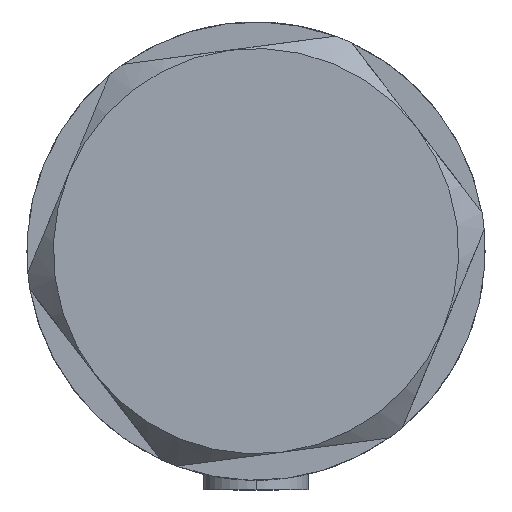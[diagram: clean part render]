
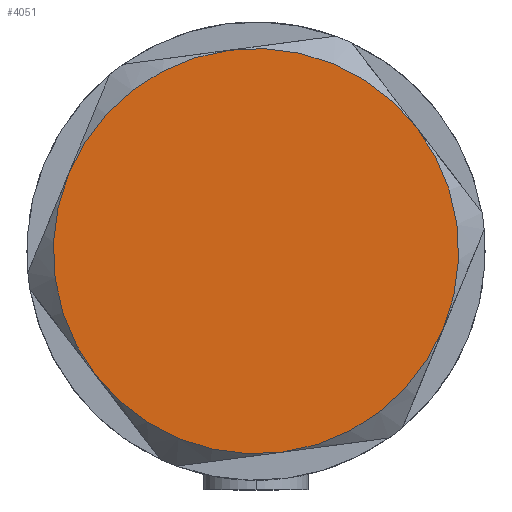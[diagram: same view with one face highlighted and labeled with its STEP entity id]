
A CAD part, left-side view. The second image highlights one B-rep face of the part: STEP entity #4051.
In plain terms, the highlighted face is planar.
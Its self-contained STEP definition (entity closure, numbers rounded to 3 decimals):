
#66 = VERTEX_POINT ( 'NONE', #2303 ) ;
#98 = VERTEX_POINT ( 'NONE', #3230 ) ;
#113 = CIRCLE ( 'NONE', #4979, 23. ) ;
#114 = ORIENTED_EDGE ( 'NONE', *, *, #962, .T. ) ;
#166 = VERTEX_POINT ( 'NONE', #3642 ) ;
#354 = CARTESIAN_POINT ( 'NONE',  ( 0., 0., 9. ) ) ;
#478 = CIRCLE ( 'NONE', #3425, 23. ) ;
#538 = CIRCLE ( 'NONE', #3219, 23. ) ;
#574 = DIRECTION ( 'NONE',  ( 0., 0., 1. ) ) ;
#605 = DIRECTION ( 'NONE',  ( 0., 0., 1. ) ) ;
#639 = DIRECTION ( 'NONE',  ( 1., 0., 0. ) ) ;
#706 = AXIS2_PLACEMENT_3D ( 'NONE', #3056, #2709, #4694 ) ;
#707 = DIRECTION ( 'NONE',  ( 0., 0., 1. ) ) ;
#756 = DIRECTION ( 'NONE',  ( 1., 0., 0. ) ) ;
#921 = EDGE_CURVE ( 'NONE', #66, #1141, #478, .T. ) ;
#962 = EDGE_CURVE ( 'NONE', #1141, #98, #1843, .T. ) ;
#994 = DIRECTION ( 'NONE',  ( 0., 0., 1. ) ) ;
#1077 = DIRECTION ( 'NONE',  ( 1., 0., 0. ) ) ;
#1109 = VERTEX_POINT ( 'NONE', #4730 ) ;
#1141 = VERTEX_POINT ( 'NONE', #2721 ) ;
#1173 = DIRECTION ( 'NONE',  ( 0., 0., 1. ) ) ;
#1301 = CIRCLE ( 'NONE', #3038, 23. ) ;
#1315 = ORIENTED_EDGE ( 'NONE', *, *, #3666, .T. ) ;
#1505 = PLANE ( 'NONE',  #706 ) ;
#1710 = VERTEX_POINT ( 'NONE', #3384 ) ;
#1843 = CIRCLE ( 'NONE', #3933, 23. ) ;
#2073 = DIRECTION ( 'NONE',  ( 1., 0., 0. ) ) ;
#2278 = DIRECTION ( 'NONE',  ( 1., 0., 0. ) ) ;
#2303 = CARTESIAN_POINT ( 'NONE',  ( 23., 0., 9. ) ) ;
#2576 = CARTESIAN_POINT ( 'NONE',  ( 0., 0., 9. ) ) ;
#2709 = DIRECTION ( 'NONE',  ( 0., 0., 1. ) ) ;
#2721 = CARTESIAN_POINT ( 'NONE',  ( 11.5, 19.919, 9. ) ) ;
#2795 = ORIENTED_EDGE ( 'NONE', *, *, #4288, .T. ) ;
#3038 = AXIS2_PLACEMENT_3D ( 'NONE', #4746, #1173, #3913 ) ;
#3046 = CARTESIAN_POINT ( 'NONE',  ( 0., 0., 9. ) ) ;
#3056 = CARTESIAN_POINT ( 'NONE',  ( 0., 0., 9. ) ) ;
#3209 = CARTESIAN_POINT ( 'NONE',  ( 0., 0., 9. ) ) ;
#3219 = AXIS2_PLACEMENT_3D ( 'NONE', #3464, #574, #1077 ) ;
#3230 = CARTESIAN_POINT ( 'NONE',  ( -11.5, 19.919, 9. ) ) ;
#3384 = CARTESIAN_POINT ( 'NONE',  ( -11.5, -19.919, 9. ) ) ;
#3425 = AXIS2_PLACEMENT_3D ( 'NONE', #3046, #605, #639 ) ;
#3464 = CARTESIAN_POINT ( 'NONE',  ( 0., 0., 9. ) ) ;
#3555 = FACE_OUTER_BOUND ( 'NONE', #3853, .T. ) ;
#3642 = CARTESIAN_POINT ( 'NONE',  ( -23., 0., 9. ) ) ;
#3666 = EDGE_CURVE ( 'NONE', #1109, #66, #4641, .T. ) ;
#3700 = AXIS2_PLACEMENT_3D ( 'NONE', #354, #707, #756 ) ;
#3712 = EDGE_CURVE ( 'NONE', #98, #166, #1301, .T. ) ;
#3713 = ORIENTED_EDGE ( 'NONE', *, *, #4882, .T. ) ;
#3853 = EDGE_LOOP ( 'NONE', ( #1315, #4399, #114, #4630, #3713, #2795 ) ) ;
#3913 = DIRECTION ( 'NONE',  ( 1., 0., 0. ) ) ;
#3933 = AXIS2_PLACEMENT_3D ( 'NONE', #2576, #994, #2278 ) ;
#4051 = ADVANCED_FACE ( 'NONE', ( #3555 ), #1505, .T. ) ;
#4288 = EDGE_CURVE ( 'NONE', #1710, #1109, #113, .T. ) ;
#4399 = ORIENTED_EDGE ( 'NONE', *, *, #921, .T. ) ;
#4630 = ORIENTED_EDGE ( 'NONE', *, *, #3712, .T. ) ;
#4641 = CIRCLE ( 'NONE', #3700, 23. ) ;
#4694 = DIRECTION ( 'NONE',  ( 1., 0., 0. ) ) ;
#4730 = CARTESIAN_POINT ( 'NONE',  ( 11.5, -19.919, 9. ) ) ;
#4746 = CARTESIAN_POINT ( 'NONE',  ( 0., 0., 9. ) ) ;
#4818 = DIRECTION ( 'NONE',  ( 0., 0., 1. ) ) ;
#4882 = EDGE_CURVE ( 'NONE', #166, #1710, #538, .T. ) ;
#4979 = AXIS2_PLACEMENT_3D ( 'NONE', #3209, #4818, #2073 ) ;
